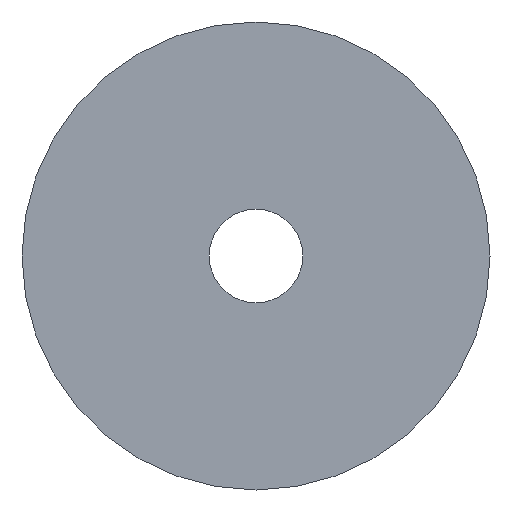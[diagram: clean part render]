
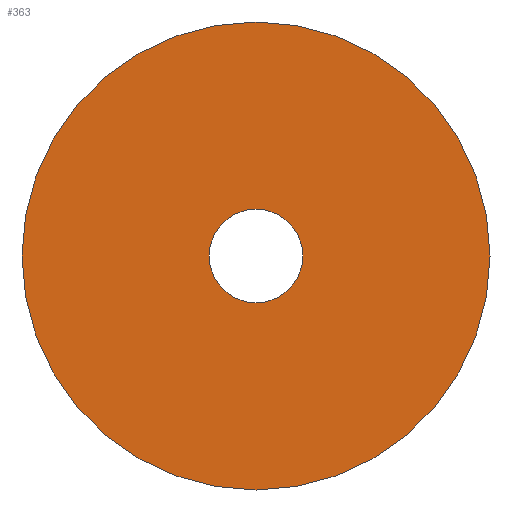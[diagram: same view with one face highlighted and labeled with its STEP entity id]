
A CAD part, front view. The second image highlights one B-rep face of the part: STEP entity #363.
In plain terms, the highlighted planar face has unit normal (0, -1, 0).
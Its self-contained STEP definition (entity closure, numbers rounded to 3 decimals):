
#12 = CIRCLE ( 'NONE', #468, 2.5 ) ;
#21 = ORIENTED_EDGE ( 'NONE', *, *, #281, .F. ) ;
#25 = DIRECTION ( 'NONE',  ( 0., 1., 0. ) ) ;
#37 = EDGE_LOOP ( 'NONE', ( #241, #21 ) ) ;
#39 = EDGE_CURVE ( 'NONE', #191, #80, #12, .T. ) ;
#50 = EDGE_LOOP ( 'NONE', ( #119, #223 ) ) ;
#59 = CARTESIAN_POINT ( 'NONE',  ( 0., 0., -2.5 ) ) ;
#69 = DIRECTION ( 'NONE',  ( 0., 0., 1. ) ) ;
#70 = DIRECTION ( 'NONE',  ( 0., 0., -1. ) ) ;
#80 = VERTEX_POINT ( 'NONE', #174 ) ;
#106 = FACE_OUTER_BOUND ( 'NONE', #37, .T. ) ;
#119 = ORIENTED_EDGE ( 'NONE', *, *, #319, .T. ) ;
#121 = CARTESIAN_POINT ( 'NONE',  ( 0., 0., 0. ) ) ;
#126 = VERTEX_POINT ( 'NONE', #278 ) ;
#132 = AXIS2_PLACEMENT_3D ( 'NONE', #406, #402, #212 ) ;
#141 = EDGE_CURVE ( 'NONE', #239, #126, #415, .T. ) ;
#147 = CIRCLE ( 'NONE', #132, 2.5 ) ;
#168 = CARTESIAN_POINT ( 'NONE',  ( 0., 0., 0. ) ) ;
#174 = CARTESIAN_POINT ( 'NONE',  ( 0., 0., 2.5 ) ) ;
#191 = VERTEX_POINT ( 'NONE', #59 ) ;
#199 = DIRECTION ( 'NONE',  ( 0., 0., 1. ) ) ;
#212 = DIRECTION ( 'NONE',  ( 0., 0., 1. ) ) ;
#223 = ORIENTED_EDGE ( 'NONE', *, *, #39, .T. ) ;
#239 = VERTEX_POINT ( 'NONE', #242 ) ;
#241 = ORIENTED_EDGE ( 'NONE', *, *, #141, .F. ) ;
#242 = CARTESIAN_POINT ( 'NONE',  ( 0., 0., 12.5 ) ) ;
#248 = CARTESIAN_POINT ( 'NONE',  ( 0., 0., 0. ) ) ;
#254 = DIRECTION ( 'NONE',  ( 0., 0., 1. ) ) ;
#259 = PLANE ( 'NONE',  #448 ) ;
#278 = CARTESIAN_POINT ( 'NONE',  ( 0., 0., -12.5 ) ) ;
#281 = EDGE_CURVE ( 'NONE', #126, #239, #427, .T. ) ;
#293 = DIRECTION ( 'NONE',  ( 0., 1., 0. ) ) ;
#319 = EDGE_CURVE ( 'NONE', #80, #191, #147, .T. ) ;
#338 = DIRECTION ( 'NONE',  ( 0., -1., 0. ) ) ;
#363 = ADVANCED_FACE ( 'NONE', ( #410, #106 ), #259, .T. ) ;
#402 = DIRECTION ( 'NONE',  ( 0., 1., 0. ) ) ;
#406 = CARTESIAN_POINT ( 'NONE',  ( 0., 0., 0. ) ) ;
#408 = AXIS2_PLACEMENT_3D ( 'NONE', #248, #293, #254 ) ;
#410 = FACE_BOUND ( 'NONE', #50, .T. ) ;
#411 = CARTESIAN_POINT ( 'NONE',  ( 0., 0., 2.5 ) ) ;
#415 = CIRCLE ( 'NONE', #441, 12.5 ) ;
#427 = CIRCLE ( 'NONE', #408, 12.5 ) ;
#430 = DIRECTION ( 'NONE',  ( 0., 1., 0. ) ) ;
#441 = AXIS2_PLACEMENT_3D ( 'NONE', #121, #430, #199 ) ;
#448 = AXIS2_PLACEMENT_3D ( 'NONE', #411, #338, #70 ) ;
#468 = AXIS2_PLACEMENT_3D ( 'NONE', #168, #25, #69 ) ;
